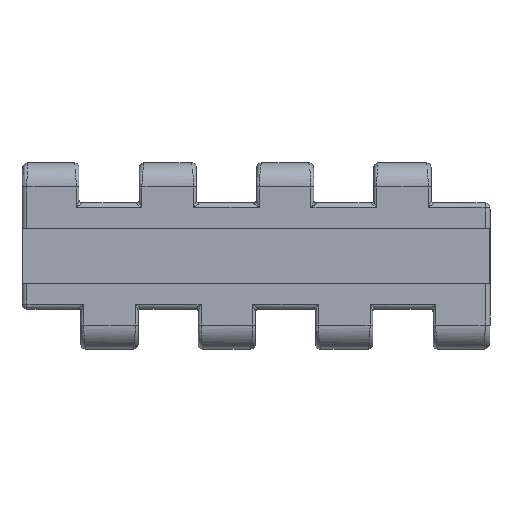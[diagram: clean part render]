
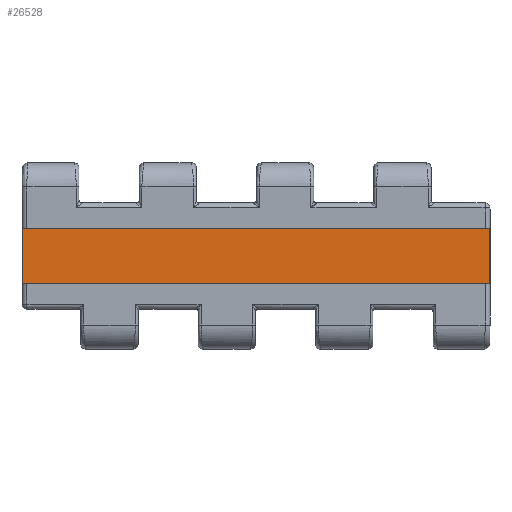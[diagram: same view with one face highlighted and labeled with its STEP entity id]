
A CAD part, front view. The second image highlights one B-rep face of the part: STEP entity #26528.
In plain terms, the highlighted planar face has unit normal (0, -1, 0).
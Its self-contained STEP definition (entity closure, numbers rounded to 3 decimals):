
#346 = EDGE_CURVE ( 'NONE', #24065, #19187, #18099, .T. ) ;
#432 = ORIENTED_EDGE ( 'NONE', *, *, #1462, .T. ) ;
#537 = CARTESIAN_POINT ( 'NONE',  ( 42.359, -16.7, -5. ) ) ;
#927 = VERTEX_POINT ( 'NONE', #9803 ) ;
#1462 = EDGE_CURVE ( 'NONE', #927, #24065, #3109, .T. ) ;
#1599 = VECTOR ( 'NONE', #19175, 1000. ) ;
#1647 = LINE ( 'NONE', #8342, #8460 ) ;
#3109 = LINE ( 'NONE', #537, #22615 ) ;
#3891 = EDGE_LOOP ( 'NONE', ( #432, #11524, #11326, #7698 ) ) ;
#6638 = DIRECTION ( 'NONE',  ( 0., 0., 1. ) ) ;
#7430 = CARTESIAN_POINT ( 'NONE',  ( -42.359, -16.7, 5. ) ) ;
#7698 = ORIENTED_EDGE ( 'NONE', *, *, #12762, .T. ) ;
#8342 = CARTESIAN_POINT ( 'NONE',  ( -42.359, -16.7, -5. ) ) ;
#8460 = VECTOR ( 'NONE', #9863, 1000. ) ;
#9335 = AXIS2_PLACEMENT_3D ( 'NONE', #10835, #11235, #6638 ) ;
#9579 = VECTOR ( 'NONE', #15656, 1000. ) ;
#9803 = CARTESIAN_POINT ( 'NONE',  ( 42.359, -16.7, -5. ) ) ;
#9863 = DIRECTION ( 'NONE',  ( 1., 0., 0. ) ) ;
#10835 = CARTESIAN_POINT ( 'NONE',  ( 0., -16.7, 0. ) ) ;
#11235 = DIRECTION ( 'NONE',  ( 0., 1., 0. ) ) ;
#11326 = ORIENTED_EDGE ( 'NONE', *, *, #16052, .T. ) ;
#11524 = ORIENTED_EDGE ( 'NONE', *, *, #346, .T. ) ;
#12762 = EDGE_CURVE ( 'NONE', #22762, #927, #1647, .T. ) ;
#14992 = CARTESIAN_POINT ( 'NONE',  ( -42.359, -16.7, -5. ) ) ;
#15656 = DIRECTION ( 'NONE',  ( -1., 0., 0. ) ) ;
#16052 = EDGE_CURVE ( 'NONE', #19187, #22762, #22478, .T. ) ;
#16991 = DIRECTION ( 'NONE',  ( 0., 0., 1. ) ) ;
#17371 = CARTESIAN_POINT ( 'NONE',  ( -42.359, -16.7, -5. ) ) ;
#18099 = LINE ( 'NONE', #7430, #9579 ) ;
#18482 = CARTESIAN_POINT ( 'NONE',  ( 42.359, -16.7, 5. ) ) ;
#19175 = DIRECTION ( 'NONE',  ( 0., 0., -1. ) ) ;
#19187 = VERTEX_POINT ( 'NONE', #19704 ) ;
#19704 = CARTESIAN_POINT ( 'NONE',  ( -42.359, -16.7, 5. ) ) ;
#22478 = LINE ( 'NONE', #14992, #1599 ) ;
#22615 = VECTOR ( 'NONE', #16991, 1000. ) ;
#22762 = VERTEX_POINT ( 'NONE', #17371 ) ;
#24065 = VERTEX_POINT ( 'NONE', #18482 ) ;
#25161 = PLANE ( 'NONE',  #9335 ) ;
#25563 = FACE_OUTER_BOUND ( 'NONE', #3891, .T. ) ;
#26528 = ADVANCED_FACE ( 'NONE', ( #25563 ), #25161, .F. ) ;
